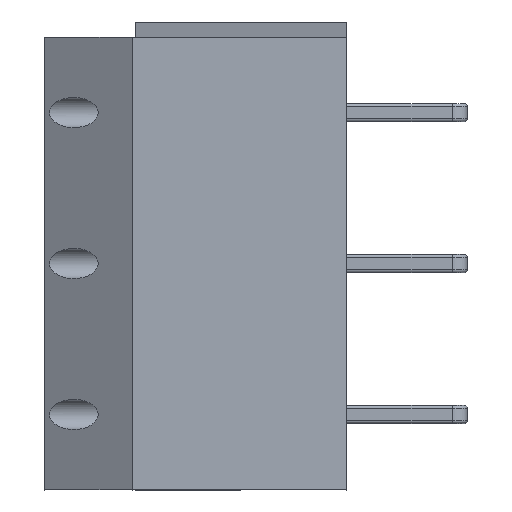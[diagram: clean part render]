
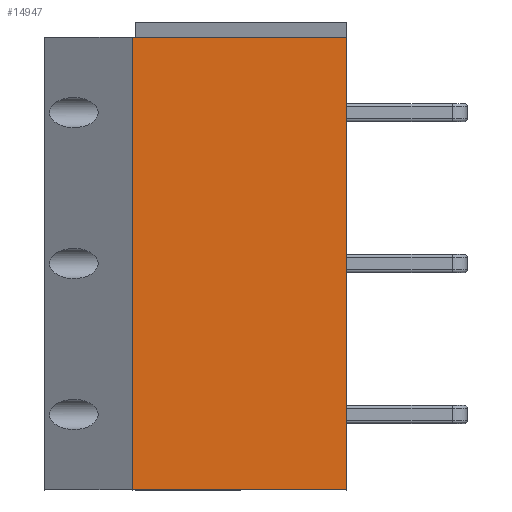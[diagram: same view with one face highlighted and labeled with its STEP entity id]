
A CAD part, left-side view. The second image highlights one B-rep face of the part: STEP entity #14947.
In plain terms, the highlighted planar face has unit normal (-1, 0, 0).
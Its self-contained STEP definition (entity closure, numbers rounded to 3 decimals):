
#12969 = PLANE('',#12970);
#12970 = AXIS2_PLACEMENT_3D('',#12971,#12972,#12973);
#12971 = CARTESIAN_POINT('',(-0.358,4.632,15.));
#12972 = DIRECTION('',(0.,0.,1.));
#12973 = DIRECTION('',(1.,0.,0.));
#12994 = VERTEX_POINT('',#12995);
#12995 = CARTESIAN_POINT('',(-4.2,7.1,15.));
#13009 = PLANE('',#13010);
#13010 = AXIS2_PLACEMENT_3D('',#13011,#13012,#13013);
#13011 = CARTESIAN_POINT('',(-3.3,8.55,7.5));
#13012 = DIRECTION('',(-0.85,0.527,0.));
#13013 = DIRECTION('',(-0.527,-0.85,0.));
#13021 = EDGE_CURVE('',#13022,#12994,#13024,.T.);
#13022 = VERTEX_POINT('',#13023);
#13023 = CARTESIAN_POINT('',(-4.2,0.,15.));
#13024 = SURFACE_CURVE('',#13025,(#13029,#13036),.PCURVE_S1.);
#13025 = LINE('',#13026,#13027);
#13026 = CARTESIAN_POINT('',(-4.2,0.,15.));
#13027 = VECTOR('',#13028,1.);
#13028 = DIRECTION('',(0.,1.,0.));
#13029 = PCURVE('',#12969,#13030);
#13030 = DEFINITIONAL_REPRESENTATION('',(#13031),#13035);
#13031 = LINE('',#13032,#13033);
#13032 = CARTESIAN_POINT('',(-3.842,-4.632));
#13033 = VECTOR('',#13034,1.);
#13034 = DIRECTION('',(0.,1.));
#13035 = ( GEOMETRIC_REPRESENTATION_CONTEXT(2) 
PARAMETRIC_REPRESENTATION_CONTEXT() REPRESENTATION_CONTEXT('2D SPACE',''
  ) );
#13036 = PCURVE('',#13037,#13042);
#13037 = PLANE('',#13038);
#13038 = AXIS2_PLACEMENT_3D('',#13039,#13040,#13041);
#13039 = CARTESIAN_POINT('',(-4.2,3.55,7.5));
#13040 = DIRECTION('',(-1.,-0.,-0.));
#13041 = DIRECTION('',(0.,0.,-1.));
#13042 = DEFINITIONAL_REPRESENTATION('',(#13043),#13047);
#13043 = LINE('',#13044,#13045);
#13044 = CARTESIAN_POINT('',(-7.5,3.55));
#13045 = VECTOR('',#13046,1.);
#13046 = DIRECTION('',(0.,-1.));
#13047 = ( GEOMETRIC_REPRESENTATION_CONTEXT(2) 
PARAMETRIC_REPRESENTATION_CONTEXT() REPRESENTATION_CONTEXT('2D SPACE',''
  ) );
#13065 = PLANE('',#13066);
#13066 = AXIS2_PLACEMENT_3D('',#13067,#13068,#13069);
#13067 = CARTESIAN_POINT('',(-0.02,0.,7.515));
#13068 = DIRECTION('',(0.,-1.,0.));
#13069 = DIRECTION('',(-1.,0.,0.));
#13302 = PLANE('',#13303);
#13303 = AXIS2_PLACEMENT_3D('',#13304,#13305,#13306);
#13304 = CARTESIAN_POINT('',(-0.358,4.632,0.));
#13305 = DIRECTION('',(0.,0.,1.));
#13306 = DIRECTION('',(1.,0.,0.));
#14695 = EDGE_CURVE('',#14696,#13022,#14698,.T.);
#14696 = VERTEX_POINT('',#14697);
#14697 = CARTESIAN_POINT('',(-4.2,0.,0.));
#14698 = SURFACE_CURVE('',#14699,(#14703,#14710),.PCURVE_S1.);
#14699 = LINE('',#14700,#14701);
#14700 = CARTESIAN_POINT('',(-4.2,0.,0.));
#14701 = VECTOR('',#14702,1.);
#14702 = DIRECTION('',(0.,0.,1.));
#14703 = PCURVE('',#13065,#14704);
#14704 = DEFINITIONAL_REPRESENTATION('',(#14705),#14709);
#14705 = LINE('',#14706,#14707);
#14706 = CARTESIAN_POINT('',(4.18,7.515));
#14707 = VECTOR('',#14708,1.);
#14708 = DIRECTION('',(0.,-1.));
#14709 = ( GEOMETRIC_REPRESENTATION_CONTEXT(2) 
PARAMETRIC_REPRESENTATION_CONTEXT() REPRESENTATION_CONTEXT('2D SPACE',''
  ) );
#14710 = PCURVE('',#13037,#14711);
#14711 = DEFINITIONAL_REPRESENTATION('',(#14712),#14716);
#14712 = LINE('',#14713,#14714);
#14713 = CARTESIAN_POINT('',(7.5,3.55));
#14714 = VECTOR('',#14715,1.);
#14715 = DIRECTION('',(-1.,0.));
#14716 = ( GEOMETRIC_REPRESENTATION_CONTEXT(2) 
PARAMETRIC_REPRESENTATION_CONTEXT() REPRESENTATION_CONTEXT('2D SPACE',''
  ) );
#14947 = ADVANCED_FACE('',(#14948),#13037,.T.);
#14948 = FACE_BOUND('',#14949,.T.);
#14949 = EDGE_LOOP('',(#14950,#14951,#14952,#14975));
#14950 = ORIENTED_EDGE('',*,*,#14695,.T.);
#14951 = ORIENTED_EDGE('',*,*,#13021,.T.);
#14952 = ORIENTED_EDGE('',*,*,#14953,.F.);
#14953 = EDGE_CURVE('',#14954,#12994,#14956,.T.);
#14954 = VERTEX_POINT('',#14955);
#14955 = CARTESIAN_POINT('',(-4.2,7.1,0.));
#14956 = SURFACE_CURVE('',#14957,(#14961,#14968),.PCURVE_S1.);
#14957 = LINE('',#14958,#14959);
#14958 = CARTESIAN_POINT('',(-4.2,7.1,0.));
#14959 = VECTOR('',#14960,1.);
#14960 = DIRECTION('',(0.,0.,1.));
#14961 = PCURVE('',#13037,#14962);
#14962 = DEFINITIONAL_REPRESENTATION('',(#14963),#14967);
#14963 = LINE('',#14964,#14965);
#14964 = CARTESIAN_POINT('',(7.5,-3.55));
#14965 = VECTOR('',#14966,1.);
#14966 = DIRECTION('',(-1.,0.));
#14967 = ( GEOMETRIC_REPRESENTATION_CONTEXT(2) 
PARAMETRIC_REPRESENTATION_CONTEXT() REPRESENTATION_CONTEXT('2D SPACE',''
  ) );
#14968 = PCURVE('',#13009,#14969);
#14969 = DEFINITIONAL_REPRESENTATION('',(#14970),#14974);
#14970 = LINE('',#14971,#14972);
#14971 = CARTESIAN_POINT('',(1.707,-7.5));
#14972 = VECTOR('',#14973,1.);
#14973 = DIRECTION('',(0.,1.));
#14974 = ( GEOMETRIC_REPRESENTATION_CONTEXT(2) 
PARAMETRIC_REPRESENTATION_CONTEXT() REPRESENTATION_CONTEXT('2D SPACE',''
  ) );
#14975 = ORIENTED_EDGE('',*,*,#14976,.F.);
#14976 = EDGE_CURVE('',#14696,#14954,#14977,.T.);
#14977 = SURFACE_CURVE('',#14978,(#14982,#14989),.PCURVE_S1.);
#14978 = LINE('',#14979,#14980);
#14979 = CARTESIAN_POINT('',(-4.2,0.,0.));
#14980 = VECTOR('',#14981,1.);
#14981 = DIRECTION('',(0.,1.,0.));
#14982 = PCURVE('',#13037,#14983);
#14983 = DEFINITIONAL_REPRESENTATION('',(#14984),#14988);
#14984 = LINE('',#14985,#14986);
#14985 = CARTESIAN_POINT('',(7.5,3.55));
#14986 = VECTOR('',#14987,1.);
#14987 = DIRECTION('',(0.,-1.));
#14988 = ( GEOMETRIC_REPRESENTATION_CONTEXT(2) 
PARAMETRIC_REPRESENTATION_CONTEXT() REPRESENTATION_CONTEXT('2D SPACE',''
  ) );
#14989 = PCURVE('',#13302,#14990);
#14990 = DEFINITIONAL_REPRESENTATION('',(#14991),#14995);
#14991 = LINE('',#14992,#14993);
#14992 = CARTESIAN_POINT('',(-3.842,-4.632));
#14993 = VECTOR('',#14994,1.);
#14994 = DIRECTION('',(0.,1.));
#14995 = ( GEOMETRIC_REPRESENTATION_CONTEXT(2) 
PARAMETRIC_REPRESENTATION_CONTEXT() REPRESENTATION_CONTEXT('2D SPACE',''
  ) );
